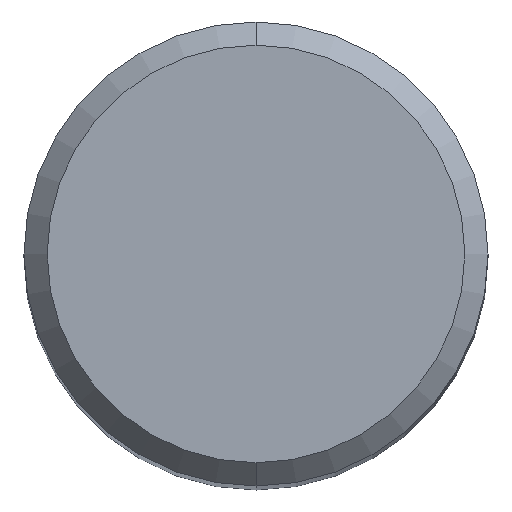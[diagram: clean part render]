
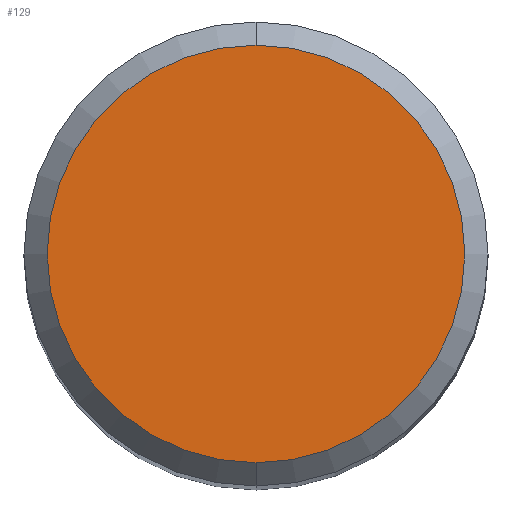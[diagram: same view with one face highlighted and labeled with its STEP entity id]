
A CAD part, top view. The second image highlights one B-rep face of the part: STEP entity #129.
In plain terms, the highlighted planar face has unit normal (0, 0, 1).
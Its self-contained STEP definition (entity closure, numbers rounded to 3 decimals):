
#129=ADVANCED_FACE('',(#283),#284,.T.);
#145=VERTEX_POINT('',#302);
#147=VERTEX_POINT('',#304);
#173=EDGE_CURVE('',#145,#147,#332,.T.);
#227=EDGE_CURVE('',#147,#145,#394,.T.);
#283=FACE_OUTER_BOUND('',#451,.T.);
#284=PLANE('',#452);
#302=CARTESIAN_POINT('',(0.0,3.6,0.0));
#304=CARTESIAN_POINT('',(0.,-3.6,0.0));
#332=CIRCLE('',#516,3.6);
#394=CIRCLE('',#596,3.6);
#451=EDGE_LOOP('',(#638,#639));
#452=AXIS2_PLACEMENT_3D('',#640,#641,#642);
#516=AXIS2_PLACEMENT_3D('',#700,#701,#702);
#596=AXIS2_PLACEMENT_3D('',#784,#785,#786);
#638=ORIENTED_EDGE('',*,*,#173,.F.);
#639=ORIENTED_EDGE('',*,*,#227,.F.);
#640=CARTESIAN_POINT('',(0.0,1.8,0.0));
#641=DIRECTION('',(-0.0,0.0,1.0));
#642=DIRECTION('',(0.0,-1.0,0.0));
#700=CARTESIAN_POINT('',(0.0,0.0,0.0));
#701=DIRECTION('',(0.0,0.0,-1.0));
#702=DIRECTION('',(0.0,1.0,0.0));
#784=CARTESIAN_POINT('',(0.0,0.0,0.0));
#785=DIRECTION('',(0.0,0.0,-1.0));
#786=DIRECTION('',(0.0,1.0,0.0));
